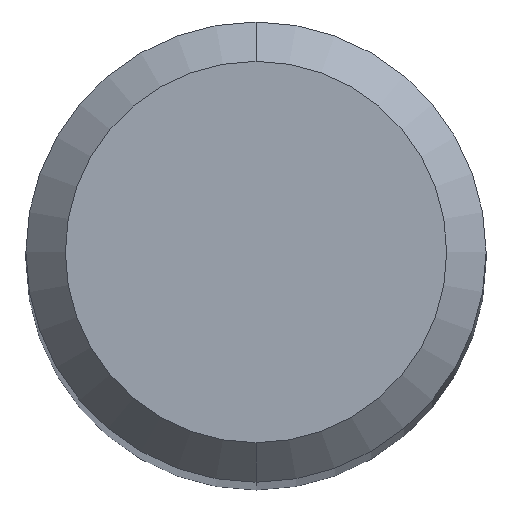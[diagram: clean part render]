
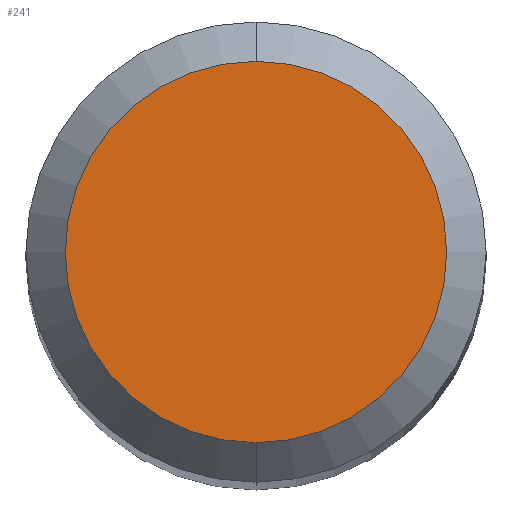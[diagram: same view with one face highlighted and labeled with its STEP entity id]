
A CAD part, top view. The second image highlights one B-rep face of the part: STEP entity #241.
In plain terms, the highlighted planar face has unit normal (0, 0, 1).
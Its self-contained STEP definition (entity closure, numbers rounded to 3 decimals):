
#241=ADVANCED_FACE('',(#632),#633,.T.);
#325=VERTEX_POINT('',#727);
#353=VERTEX_POINT('',#760);
#355=EDGE_CURVE('',#353,#325,#762,.T.);
#367=EDGE_CURVE('',#325,#353,#774,.T.);
#632=FACE_OUTER_BOUND('',#1067,.T.);
#633=PLANE('',#1068);
#727=CARTESIAN_POINT('',(0.,-1.45,0.0));
#760=CARTESIAN_POINT('',(0.0,1.45,0.0));
#762=CIRCLE('',#1279,1.45);
#774=CIRCLE('',#1296,1.45);
#1067=EDGE_LOOP('',(#1821,#1822));
#1068=AXIS2_PLACEMENT_3D('',#1823,#1824,#1825);
#1279=AXIS2_PLACEMENT_3D('',#1997,#1998,#1999);
#1296=AXIS2_PLACEMENT_3D('',#2006,#2007,#2008);
#1821=ORIENTED_EDGE('',*,*,#355,.F.);
#1822=ORIENTED_EDGE('',*,*,#367,.F.);
#1823=CARTESIAN_POINT('',(0.0,0.725,0.0));
#1824=DIRECTION('',(-0.0,0.0,1.0));
#1825=DIRECTION('',(0.0,-1.0,0.0));
#1997=CARTESIAN_POINT('',(0.0,0.0,0.0));
#1998=DIRECTION('',(0.0,0.0,-1.0));
#1999=DIRECTION('',(0.0,1.0,0.0));
#2006=CARTESIAN_POINT('',(0.0,0.0,0.0));
#2007=DIRECTION('',(0.0,0.0,-1.0));
#2008=DIRECTION('',(0.0,1.0,0.0));
